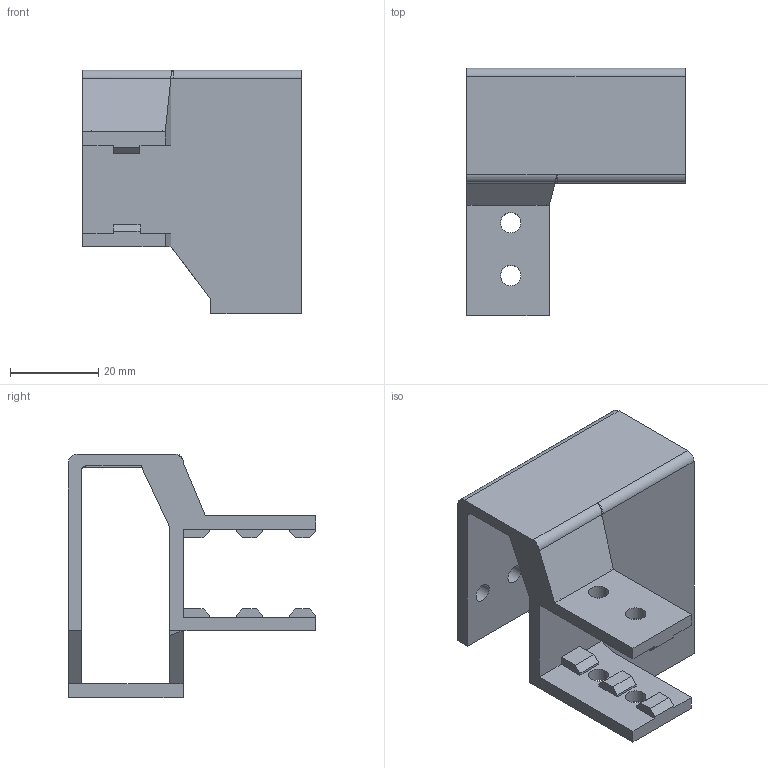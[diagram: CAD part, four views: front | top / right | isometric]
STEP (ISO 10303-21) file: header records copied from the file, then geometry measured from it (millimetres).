
FILE_DESCRIPTION(/* description */ ('STEP AP242'),/* implementation_level */ '2;1');
FILE_NAME(/* name */ '',/* time_stamp */ '2025-03-05T19:42:44+03:00',/* author */ ('Phantom'),/* organization */ ('UNSPECIFIED'),/* preprocessor_version */ 'ST-DEVELOPER v20',/* originating_system */ 'Autodesk Inventor 2025',/* authorisation */ '');
FILE_SCHEMA (('AUTOMOTIVE_DESIGN { 1 0 10303 214 3 1 1 }'));
Length unit declared in the file: millimetre
Products named in the file (1): уголок п образный
Bounding box: 49.53 x 56 x 55.2 mm (x, y, z)
Volume: 24285.8 mm3; surface area: 16091.2 mm2
Topology: 1 solids, 1 shells, 84 faces, 234 edges, 154 vertices
Faces by surface type: plane 71, cylinder 12, bspline 1
Full cylindrical faces by diameter (mm): 4.2 x3, 4.6 x4
Entity records: 2809 total; most frequent: CARTESIAN_POINT 549, ORIENTED_EDGE 468, DIRECTION 425, EDGE_CURVE 234, LINE 207, VECTOR 207, VERTEX_POINT 153, AXIS2_PLACEMENT_3D 109
